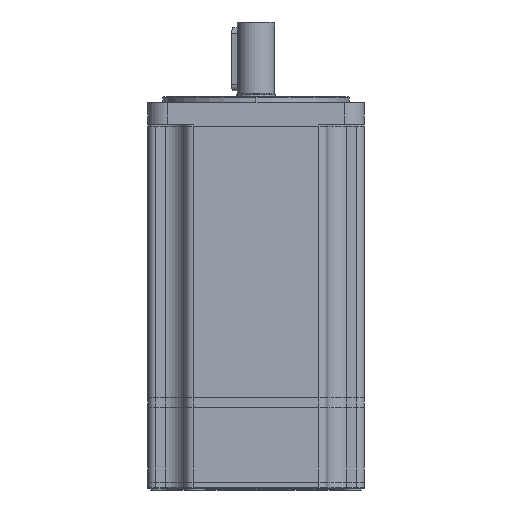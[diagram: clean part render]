
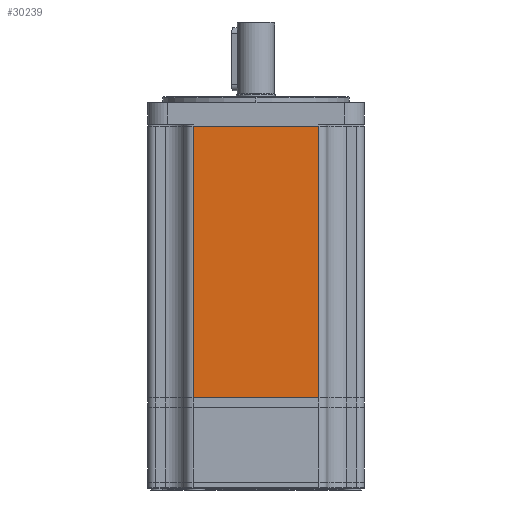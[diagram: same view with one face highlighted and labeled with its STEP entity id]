
A CAD part, left-side view. The second image highlights one B-rep face of the part: STEP entity #30239.
In plain terms, the highlighted planar face has unit normal (-1, 0, 0).
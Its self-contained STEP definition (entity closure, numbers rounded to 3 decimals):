
#84 = LINE ( 'NONE', #17927, #53933 ) ;
#983 = DIRECTION ( 'NONE',  ( 0., 0., -1. ) ) ;
#1040 = DIRECTION ( 'NONE',  ( 0., -1., 0. ) ) ;
#3404 = VECTOR ( 'NONE', #1040, 1000. ) ;
#6030 = ORIENTED_EDGE ( 'NONE', *, *, #48384, .T. ) ;
#9800 = CARTESIAN_POINT ( 'NONE',  ( -55., -32., 0. ) ) ;
#9882 = DIRECTION ( 'NONE',  ( 1., 0., 0. ) ) ;
#10058 = DIRECTION ( 'NONE',  ( 0., 1., 0. ) ) ;
#10080 = LINE ( 'NONE', #15341, #52567 ) ;
#11243 = VERTEX_POINT ( 'NONE', #9800 ) ;
#14824 = LINE ( 'NONE', #32568, #25476 ) ;
#15027 = CARTESIAN_POINT ( 'NONE',  ( -55., 32., 138. ) ) ;
#15341 = CARTESIAN_POINT ( 'NONE',  ( -55., 32., 0. ) ) ;
#15426 = LINE ( 'NONE', #26712, #3404 ) ;
#17446 = AXIS2_PLACEMENT_3D ( 'NONE', #26794, #9882, #10058 ) ;
#17927 = CARTESIAN_POINT ( 'NONE',  ( -55., -32., 138. ) ) ;
#18633 = ORIENTED_EDGE ( 'NONE', *, *, #38813, .T. ) ;
#19824 = DIRECTION ( 'NONE',  ( 0., 0., -1. ) ) ;
#21384 = CARTESIAN_POINT ( 'NONE',  ( -55., -32., 138. ) ) ;
#25476 = VECTOR ( 'NONE', #19824, 1000. ) ;
#25491 = VERTEX_POINT ( 'NONE', #53750 ) ;
#26712 = CARTESIAN_POINT ( 'NONE',  ( -55., 32., 138. ) ) ;
#26794 = CARTESIAN_POINT ( 'NONE',  ( -55., 32., 138. ) ) ;
#30239 = ADVANCED_FACE ( 'NONE', ( #31085 ), #44520, .F. ) ;
#31085 = FACE_OUTER_BOUND ( 'NONE', #48079, .T. ) ;
#31569 = VERTEX_POINT ( 'NONE', #21384 ) ;
#32568 = CARTESIAN_POINT ( 'NONE',  ( -55., 32., 138. ) ) ;
#38813 = EDGE_CURVE ( 'NONE', #52044, #25491, #14824, .T. ) ;
#39630 = EDGE_CURVE ( 'NONE', #52044, #31569, #15426, .T. ) ;
#44520 = PLANE ( 'NONE',  #17446 ) ;
#48079 = EDGE_LOOP ( 'NONE', ( #6030, #54446, #54757, #18633 ) ) ;
#48384 = EDGE_CURVE ( 'NONE', #25491, #11243, #10080, .T. ) ;
#48543 = EDGE_CURVE ( 'NONE', #31569, #11243, #84, .T. ) ;
#51000 = DIRECTION ( 'NONE',  ( 0., -1., 0. ) ) ;
#52044 = VERTEX_POINT ( 'NONE', #15027 ) ;
#52567 = VECTOR ( 'NONE', #51000, 1000. ) ;
#53750 = CARTESIAN_POINT ( 'NONE',  ( -55., 32., 0. ) ) ;
#53933 = VECTOR ( 'NONE', #983, 1000. ) ;
#54446 = ORIENTED_EDGE ( 'NONE', *, *, #48543, .F. ) ;
#54757 = ORIENTED_EDGE ( 'NONE', *, *, #39630, .F. ) ;
